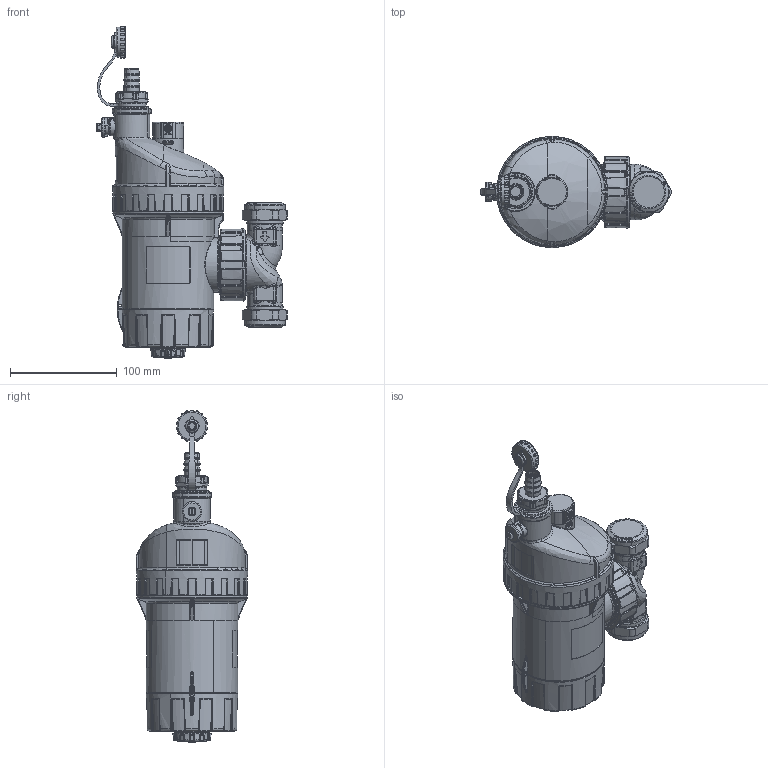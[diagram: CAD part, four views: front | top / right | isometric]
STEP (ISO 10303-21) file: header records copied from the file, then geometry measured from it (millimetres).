
FILE_DESCRIPTION(('CATIA V5 STEP Exchange','CAx-IF Rec.Pracs.--- Model Styling and Organization---1.4--- 2014-01-23','CAx-IF Rec.Pracs.---3D Tessellated Data Validation Properties---0.5---2014-09-14'),'2;1');
FILE_NAME('STEP_577300_-_TST.stp','2021-08-06T08:57:40+00:00',('none'),('none'),'CATIA Version 5-6 Release 2019 SP3','CATIA V5 STEP AP242 v1','none');
FILE_SCHEMA(('AP242_MANAGED_MODEL_BASED_3D_ENGINEERING_MIM_LF {1 0 10303 442 1 1 4}'));
Products named in the file (1): 577300 - TST
Bounding box: 178.25 x 104.1 x 310.5 mm (x, y, z)
Volume: 1425865.1 mm3; surface area: 126268.9 mm2
Topology: 1 solids, 11 shells, 4439 faces, 11031 edges, 6425 vertices
Faces by surface type: bspline 1563, plane 1096, cylinder 661, torus 528, cone 395, sphere 189, revolution 7
Entity records: 214455 total; most frequent: CARTESIAN_POINT 131998, ORIENTED_EDGE 21562, EDGE_CURVE 10781, DIRECTION 8901, VERTEX_POINT 6425, B_SPLINE_CURVE_WITH_KNOTS 6398, AXIS2_PLACEMENT_3D 4692, EDGE_LOOP 4524
